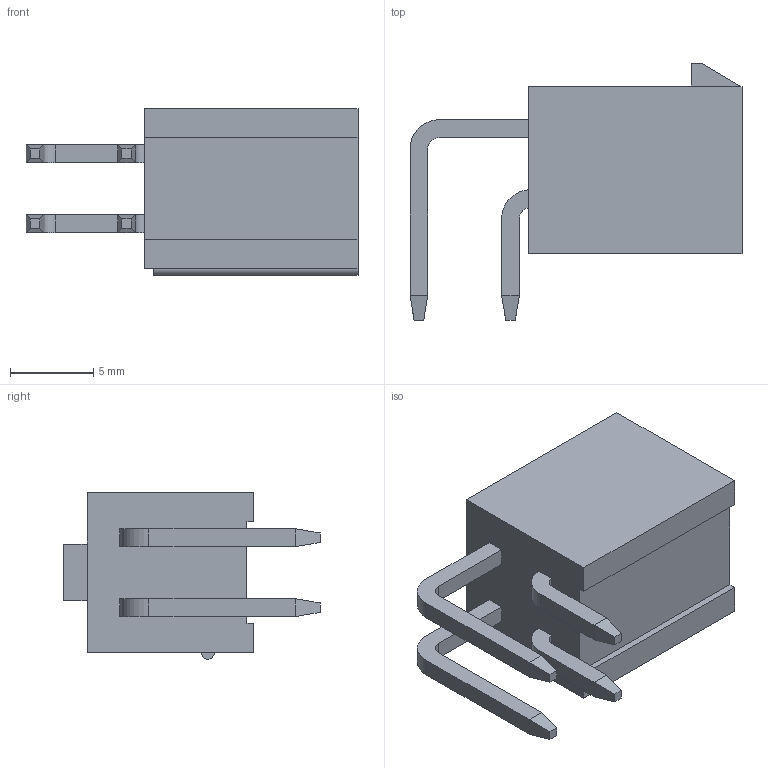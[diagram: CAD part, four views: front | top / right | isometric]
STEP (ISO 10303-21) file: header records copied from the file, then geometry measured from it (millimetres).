
FILE_DESCRIPTION((''),'2;1');
FILE_NAME('353180420','2014-11-19T',('me'),(''),'PRO/ENGINEER BY PARAMETRIC TECHNOLOGY CORPORATION, 2011490','PRO/ENGINEER BY PARAMETRIC TECHNOLOGY CORPORATION, 2011490','');
FILE_SCHEMA(('CONFIG_CONTROL_DESIGN'));
Length unit declared in the file: millimetre
Products named in the file (1): 353180420
Bounding box: 19.93 x 15.4 x 10 mm (x, y, z)
Volume: 831.4 mm3; surface area: 1511.1 mm2
Topology: 1 solids, 1 shells, 125 faces, 307 edges, 196 vertices
Faces by surface type: plane 116, cylinder 9
Entity records: 3626 total; most frequent: CARTESIAN_POINT 621, ORIENTED_EDGE 598, DIRECTION 585, EDGE_CURVE 299, VECTOR 281, LINE 281, VERTEX_POINT 188, AXIS2_PLACEMENT_3D 152
